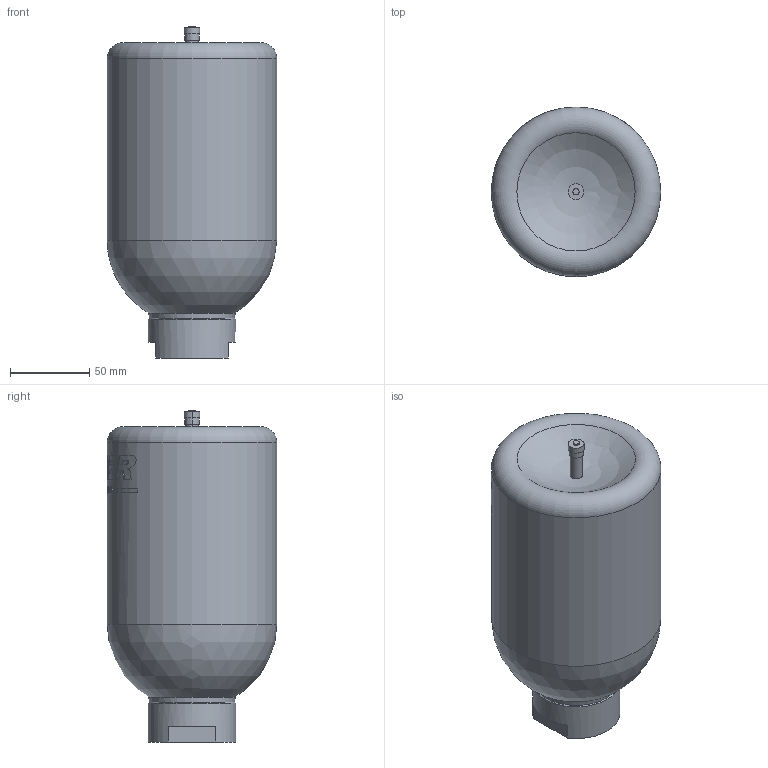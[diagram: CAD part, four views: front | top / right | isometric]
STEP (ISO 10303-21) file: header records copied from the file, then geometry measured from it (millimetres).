
FILE_DESCRIPTION(/* description */ ('Unknown'),/* implementation_level */ '2;1');
FILE_NAME(/* name */ 'OLG 1-20-00_104119',/* time_stamp */ '2018-08-17T10:15:28+02:00',/* author */ ('Unknown'),/* organization */ ('Unknown'),/* preprocessor_version */ 'ST-DEVELOPER v16.7',/* originating_system */ 'DEX',/* authorisation */ $);
FILE_SCHEMA (('AUTOMOTIVE_DESIGN {1 0 10303 214 3 1 1}'));
Length unit declared in the file: millimetre
Products named in the file (7): 104119; 104119_k; 101410; 101590; 104119_474_673_Kehlnaht 2_oa_0; 104119_SW; 104119_474_673_Kehlnaht 2_oa_1
Assembly tree (6 placements, depth 2):
  104119
    104119_k
    101410
    101590
    104119_474_673_Kehlnaht 2_oa_0
    104119_SW
    104119_474_673_Kehlnaht 2_oa_1
Bounding box: 107 x 107 x 209.49 mm (x, y, z)
Volume: 207189.3 mm3; surface area: 142956.6 mm2
Topology: 6 solids, 7 shells, 227 faces, 541 edges, 351 vertices
Faces by surface type: plane 124, cylinder 55, bspline 22, cone 18, sphere 4, torus 4
Full cylindrical faces by diameter (mm): 7.8 x1, 11 x1, 30.291 x1, 40 x1, 50 x2, 55 x1, 101.734 x1, 107 x1
Entity records: 9208 total; most frequent: CARTESIAN_POINT 2599, DIRECTION 1142, ORIENTED_EDGE 1002, EDGE_CURVE 501, AXIS2_PLACEMENT_3D 473, VERTEX_POINT 342, EDGE_LOOP 291, FACE_BOUND 291
